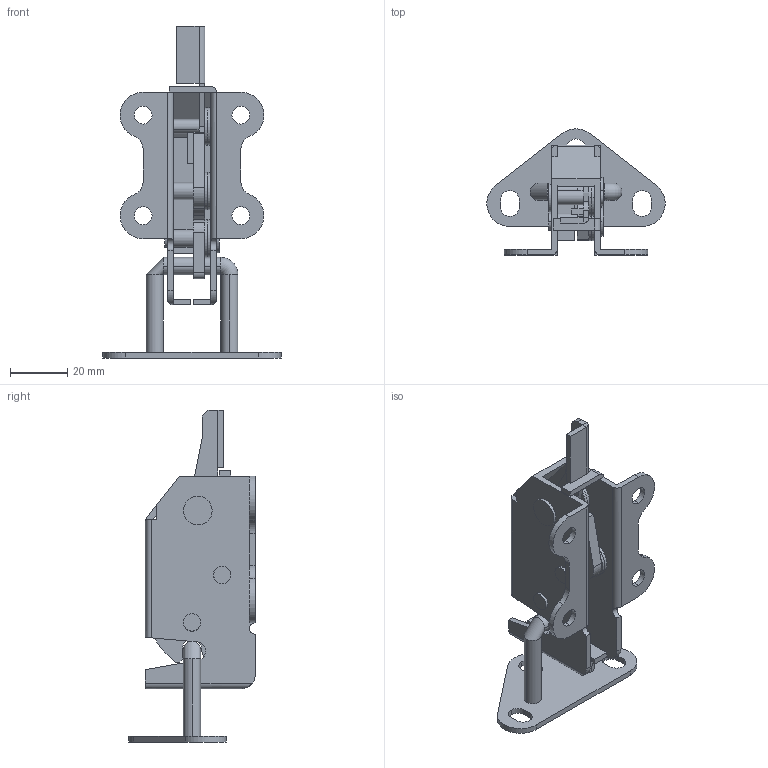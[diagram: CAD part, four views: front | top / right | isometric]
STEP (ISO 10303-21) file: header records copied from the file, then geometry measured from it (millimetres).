
FILE_DESCRIPTION (( 'STEP AP203' ), '1' );
FILE_NAME ('Žº‰ª•ÏŠ·.STEP', '2012-09-28T04:02:29', ( '' ), ( '' ), 'SwSTEP 2.0', 'SolidWorks 2011', '' );
FILE_SCHEMA (( 'CONFIG_CONTROL_DESIGN' ));
Length unit declared in the file: millimetre
Products named in the file (9): 室岡変換; C-1450-2カム1_公; C-1450-2受金_公; C-1450-2僔儍僼僩2_岞; C-1450-2僔儍僼僩1_岞; 暯儚僢僔儍乕M6暲娵_M6-冇13亊冇6.5亊t1(儈僈僉); C-1450-2儗僶乕2_岞; C-1450-2カム2_公; C-1450-2ケース_公
Assembly tree (14 placements, depth 2):
  室岡変換
    暯儚僢僔儍乕M6暲娵_M6-冇13亊冇6.5亊t1(儈僈僉)  x6
    C-1450-2カム1_公
    C-1450-2受金_公
    C-1450-2ケース_公
    C-1450-2僔儍僼僩1_岞  x2
    C-1450-2儗僶乕2_岞
    C-1450-2僔儍僼僩2_岞
    C-1450-2カム2_公
Bounding box: 61.95 x 44 x 115.5 mm (x, y, z)
Volume: 24921.7 mm3; surface area: 26994.4 mm2
Topology: 14 solids, 14 shells, 246 faces, 630 edges, 405 vertices
Faces by surface type: cylinder 127, plane 117, torus 2
Entity records: 7784 total; most frequent: CARTESIAN_POINT 1211, DIRECTION 1201, ORIENTED_EDGE 1108, EDGE_CURVE 554, AXIS2_PLACEMENT_3D 429, VERTEX_POINT 357, VECTOR 343, LINE 343
